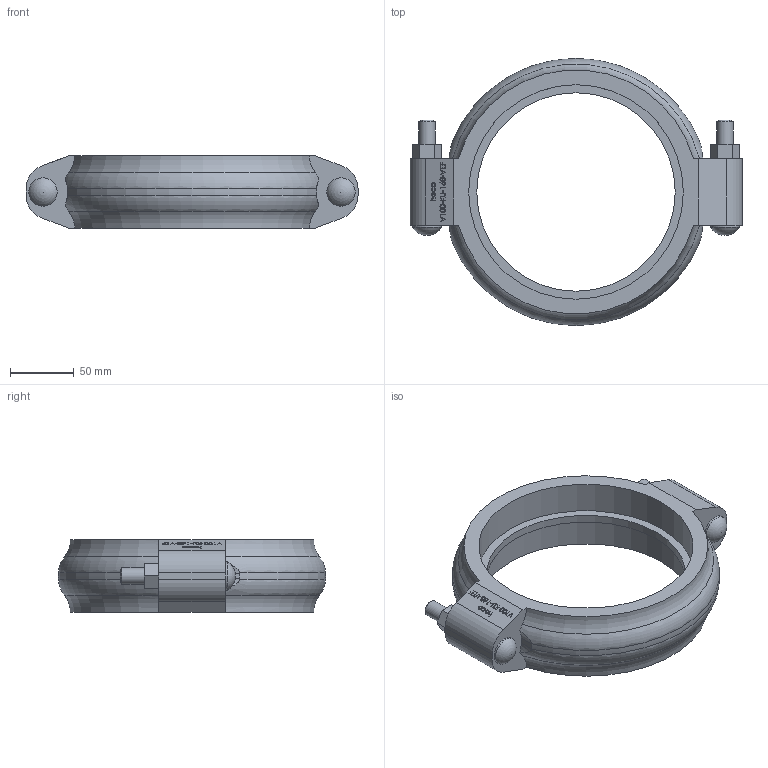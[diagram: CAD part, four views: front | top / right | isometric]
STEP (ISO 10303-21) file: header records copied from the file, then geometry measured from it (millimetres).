
FILE_DESCRIPTION (( 'STEP AP214' ), '1' );
FILE_NAME ('V100-KU-168-VEF Typ E497 DN150 600 Ø168,3 1812.STEP', '2018-12-12T12:31:09', ( '' ), ( '' ), 'SwSTEP 2.0', 'SolidWorks 2016', '' );
FILE_SCHEMA (( 'AUTOMOTIVE_DESIGN' ));
Length unit declared in the file: inch
Products named in the file (1): V100-KU-168-VEF Typ E497 DN150 600 Ø168,3 1812
Bounding box: 260.35 x 209.55 x 57.15 mm (x, y, z)
Volume: 698124.5 mm3; surface area: 111686 mm2
Topology: 1 solids, 1 shells, 286 faces, 759 edges, 503 vertices
Faces by surface type: plane 161, bspline 86, cylinder 25, torus 10, sphere 2, cone 2
Full cylindrical faces by diameter (mm): 12.7 x4, 22.225 x2, 155.575 x1, 168.275 x2
Entity records: 16846 total; most frequent: CARTESIAN_POINT 7384, ORIENTED_EDGE 1482, DIRECTION 999, EDGE_CURVE 741, VERTEX_POINT 498, LINE 469, VECTOR 469, EDGE_LOOP 337
